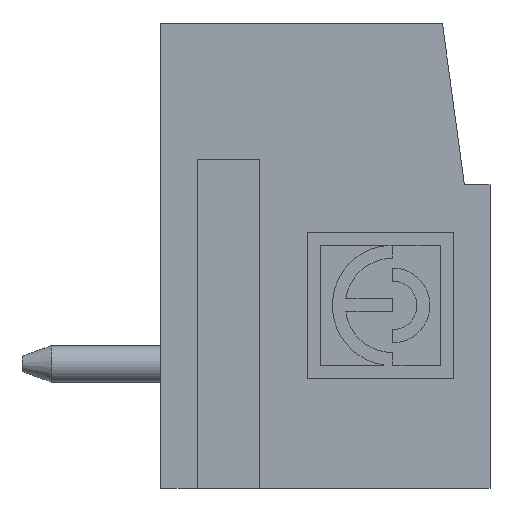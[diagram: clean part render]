
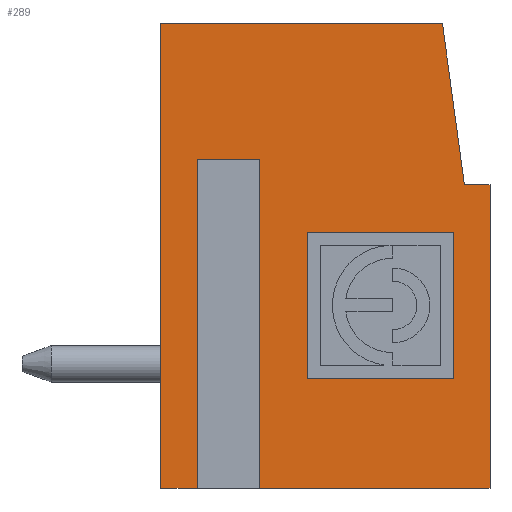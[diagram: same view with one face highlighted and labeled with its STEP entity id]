
A CAD part, left-side view. The second image highlights one B-rep face of the part: STEP entity #289.
In plain terms, the highlighted planar face has unit normal (-1, 0, 0).
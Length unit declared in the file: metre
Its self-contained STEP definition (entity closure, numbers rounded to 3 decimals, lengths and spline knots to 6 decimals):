
#289=ADVANCED_FACE('',(#764,#765),#766,.T.);
#423=EDGE_CURVE('',#979,#972,#982,.T.);
#433=EDGE_CURVE('',#988,#994,#997,.T.);
#439=EDGE_CURVE('',#994,#1002,#1005,.T.);
#445=EDGE_CURVE('',#1002,#972,#1012,.T.);
#461=EDGE_CURVE('',#1029,#988,#1035,.T.);
#475=EDGE_CURVE('',#1055,#1029,#1056,.T.);
#483=EDGE_CURVE('',#979,#1064,#1067,.T.);
#485=EDGE_CURVE('',#1064,#1069,#1070,.T.);
#487=EDGE_CURVE('',#1069,#1072,#1073,.T.);
#489=EDGE_CURVE('',#1072,#1055,#1075,.T.);
#764=FACE_OUTER_BOUND('',#1397,.T.);
#765=FACE_BOUND('',#1398,.T.);
#766=PLANE('',#1399);
#972=VERTEX_POINT('',#1607);
#979=VERTEX_POINT('',#1618);
#982=LINE('',#1623,#1624);
#988=VERTEX_POINT('',#1632);
#994=VERTEX_POINT('',#1642);
#997=LINE('',#1647,#1648);
#1002=VERTEX_POINT('',#1656);
#1005=LINE('',#1661,#1662);
#1012=LINE('',#1673,#1674);
#1029=VERTEX_POINT('',#1701);
#1035=LINE('',#1711,#1712);
#1055=VERTEX_POINT('',#1745);
#1056=LINE('',#1746,#1747);
#1064=VERTEX_POINT('',#1760);
#1067=LINE('',#1765,#1766);
#1069=VERTEX_POINT('',#1769);
#1070=LINE('',#1770,#1771);
#1072=VERTEX_POINT('',#1774);
#1073=LINE('',#1775,#1776);
#1075=LINE('',#1779,#1780);
#1397=EDGE_LOOP('',(#2414,#2415,#2416,#2417,#2418,#2419,#2420,#2421,#2422,#2423));
#1398=EDGE_LOOP('',(#2424,#2425,#2426,#2427));
#1399=AXIS2_PLACEMENT_3D('',#2428,#2429,#2430);
#1607=CARTESIAN_POINT('',(-0.007572,-0.005779,0.0127));
#1618=CARTESIAN_POINT('',(-0.007572,-0.005779,0.0));
#1623=CARTESIAN_POINT('',(-0.007572,-0.005779,0.0));
#1624=VECTOR('',#2929,1.0);
#1632=CARTESIAN_POINT('',(-0.007572,-0.014779,0.0083));
#1642=CARTESIAN_POINT('',(-0.007572,-0.014079,0.0083));
#1647=CARTESIAN_POINT('',(-0.007572,-0.010279,0.0083));
#1648=VECTOR('',#2936,1.0);
#1656=CARTESIAN_POINT('',(-0.007572,-0.013479,0.0127));
#1661=CARTESIAN_POINT('',(-0.007572,-0.015121,0.00066));
#1662=VECTOR('',#2939,1.0);
#1673=CARTESIAN_POINT('',(-0.007572,-0.010279,0.0127));
#1674=VECTOR('',#2944,1.0);
#1701=CARTESIAN_POINT('',(-0.007572,-0.014779,0.0));
#1711=CARTESIAN_POINT('',(-0.007572,-0.014779,0.0));
#1712=VECTOR('',#2954,1.0);
#1745=CARTESIAN_POINT('',(-0.007572,-0.008079,0.0));
#1746=CARTESIAN_POINT('',(-0.007572,-0.010279,0.0));
#1747=VECTOR('',#2961,1.0);
#1760=CARTESIAN_POINT('',(-0.007572,-0.007179,0.0));
#1765=CARTESIAN_POINT('',(-0.007572,-0.010279,0.0));
#1766=VECTOR('',#2965,1.0);
#1769=CARTESIAN_POINT('',(-0.007572,-0.007179,0.009));
#1770=CARTESIAN_POINT('',(-0.007572,-0.007179,0.0045));
#1771=VECTOR('',#2966,1.0);
#1774=CARTESIAN_POINT('',(-0.007572,-0.008079,0.009));
#1775=CARTESIAN_POINT('',(-0.007572,-0.006779,0.009));
#1776=VECTOR('',#2967,1.0);
#1779=CARTESIAN_POINT('',(-0.007572,-0.008079,0.0045));
#1780=VECTOR('',#2968,1.0);
#2414=ORIENTED_EDGE('',*,*,#483,.T.);
#2415=ORIENTED_EDGE('',*,*,#485,.T.);
#2416=ORIENTED_EDGE('',*,*,#487,.T.);
#2417=ORIENTED_EDGE('',*,*,#489,.T.);
#2418=ORIENTED_EDGE('',*,*,#475,.T.);
#2419=ORIENTED_EDGE('',*,*,#461,.T.);
#2420=ORIENTED_EDGE('',*,*,#433,.T.);
#2421=ORIENTED_EDGE('',*,*,#439,.T.);
#2422=ORIENTED_EDGE('',*,*,#445,.T.);
#2423=ORIENTED_EDGE('',*,*,#423,.F.);
#2424=ORIENTED_EDGE('',*,*,#3158,.F.);
#2425=ORIENTED_EDGE('',*,*,#3155,.F.);
#2426=ORIENTED_EDGE('',*,*,#3164,.F.);
#2427=ORIENTED_EDGE('',*,*,#3161,.F.);
#2428=CARTESIAN_POINT('',(-0.007572,-0.010279,0.0));
#2429=DIRECTION('',(-1.0,0.0,0.0));
#2430=DIRECTION('',(0.0,0.0,1.0));
#2929=DIRECTION('',(0.0,0.0,1.0));
#2936=DIRECTION('',(0.0,1.0,0.0));
#2939=DIRECTION('',(-0.0,0.135,0.991));
#2944=DIRECTION('',(0.0,1.0,0.0));
#2954=DIRECTION('',(0.0,0.0,1.0));
#2961=DIRECTION('',(-0.0,-1.0,-0.0));
#2965=DIRECTION('',(-0.0,-1.0,-0.0));
#2966=DIRECTION('',(0.0,0.0,1.0));
#2967=DIRECTION('',(0.0,-1.0,0.0));
#2968=DIRECTION('',(0.0,0.0,-1.0));
#3155=EDGE_CURVE('',#3364,#3366,#3367,.T.);
#3158=EDGE_CURVE('',#3366,#3370,#3371,.T.);
#3161=EDGE_CURVE('',#3370,#3374,#3375,.T.);
#3164=EDGE_CURVE('',#3374,#3364,#3378,.T.);
#3364=VERTEX_POINT('',#3651);
#3366=VERTEX_POINT('',#3654);
#3367=LINE('',#3655,#3656);
#3370=VERTEX_POINT('',#3660);
#3371=LINE('',#3661,#3662);
#3374=VERTEX_POINT('',#3666);
#3375=LINE('',#3667,#3668);
#3378=LINE('',#3672,#3673);
#3651=CARTESIAN_POINT('',(-0.007572,-0.009775,0.007));
#3654=CARTESIAN_POINT('',(-0.007572,-0.009775,0.003));
#3655=CARTESIAN_POINT('',(-0.007572,-0.009775,0.003));
#3656=VECTOR('',#3872,1.0);
#3660=CARTESIAN_POINT('',(-0.007572,-0.013779,0.003));
#3661=CARTESIAN_POINT('',(-0.007572,-0.013779,0.003));
#3662=VECTOR('',#3874,1.0);
#3666=CARTESIAN_POINT('',(-0.007572,-0.013779,0.007));
#3667=CARTESIAN_POINT('',(-0.007572,-0.013779,0.007));
#3668=VECTOR('',#3876,1.0);
#3672=CARTESIAN_POINT('',(-0.007572,-0.009775,0.007));
#3673=VECTOR('',#3878,1.0);
#3872=DIRECTION('',(0.0,0.0,-1.0));
#3874=DIRECTION('',(0.0,-1.0,0.0));
#3876=DIRECTION('',(0.0,0.0,1.0));
#3878=DIRECTION('',(0.0,1.0,0.0));
